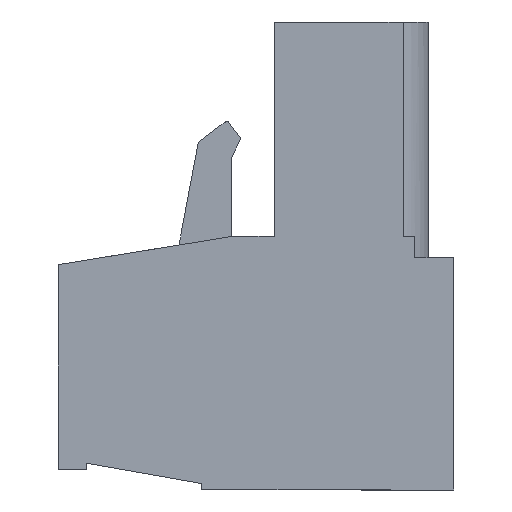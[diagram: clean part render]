
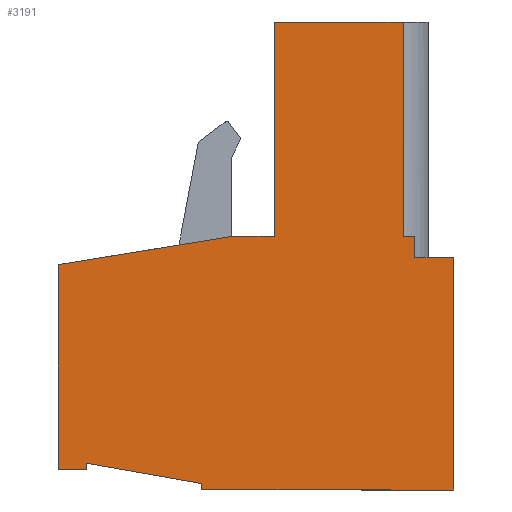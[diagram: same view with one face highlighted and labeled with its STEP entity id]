
A CAD part, left-side view. The second image highlights one B-rep face of the part: STEP entity #3191.
In plain terms, the highlighted planar face has unit normal (-1, 0, 0).
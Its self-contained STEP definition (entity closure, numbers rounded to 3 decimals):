
#3 = LINE ( 'NONE', #6174, #6776 ) ;
#49 = LINE ( 'NONE', #1077, #6627 ) ;
#143 = VECTOR ( 'NONE', #5564, 1000. ) ;
#156 = LINE ( 'NONE', #7294, #5283 ) ;
#253 = CARTESIAN_POINT ( 'NONE',  ( 0., 6.96, 0.85 ) ) ;
#291 = VERTEX_POINT ( 'NONE', #4742 ) ;
#299 = EDGE_CURVE ( 'NONE', #6456, #4200, #6924, .T. ) ;
#333 = ORIENTED_EDGE ( 'NONE', *, *, #3039, .F. ) ;
#377 = LINE ( 'NONE', #7584, #4037 ) ;
#411 = CARTESIAN_POINT ( 'NONE',  ( 0., 6.96, 9.15 ) ) ;
#495 = EDGE_CURVE ( 'NONE', #291, #3480, #6761, .T. ) ;
#513 = CARTESIAN_POINT ( 'NONE',  ( 0., 8.49, 0.85 ) ) ;
#808 = LINE ( 'NONE', #6733, #4045 ) ;
#843 = EDGE_CURVE ( 'NONE', #3669, #868, #808, .T. ) ;
#868 = VERTEX_POINT ( 'NONE', #5491 ) ;
#881 = ORIENTED_EDGE ( 'NONE', *, *, #1360, .F. ) ;
#901 = VECTOR ( 'NONE', #7889, 1000. ) ;
#972 = VERTEX_POINT ( 'NONE', #1812 ) ;
#985 = DIRECTION ( 'NONE',  ( 0., -1., 0. ) ) ;
#1077 = CARTESIAN_POINT ( 'NONE',  ( 0., 0., 0. ) ) ;
#1222 = DIRECTION ( 'NONE',  ( 0., -0.987, 0.16 ) ) ;
#1331 = CARTESIAN_POINT ( 'NONE',  ( 0., 0., -9. ) ) ;
#1360 = EDGE_CURVE ( 'NONE', #868, #5990, #377, .T. ) ;
#1389 = CARTESIAN_POINT ( 'NONE',  ( 0., 0., 0. ) ) ;
#1450 = ORIENTED_EDGE ( 'NONE', *, *, #7452, .F. ) ;
#1501 = ORIENTED_EDGE ( 'NONE', *, *, #1516, .F. ) ;
#1516 = EDGE_CURVE ( 'NONE', #1957, #6407, #4142, .T. ) ;
#1605 = CARTESIAN_POINT ( 'NONE',  ( 0., 1.96, 0.85 ) ) ;
#1722 = ORIENTED_EDGE ( 'NONE', *, *, #7715, .F. ) ;
#1772 = DIRECTION ( 'NONE',  ( 0., 0., -1. ) ) ;
#1812 = CARTESIAN_POINT ( 'NONE',  ( 0., 9.77, -9. ) ) ;
#1895 = LINE ( 'NONE', #411, #143 ) ;
#1900 = LINE ( 'NONE', #1331, #5074 ) ;
#1924 = CARTESIAN_POINT ( 'NONE',  ( 0., 9.77, -8.75 ) ) ;
#1935 = ORIENTED_EDGE ( 'NONE', *, *, #495, .F. ) ;
#1957 = VERTEX_POINT ( 'NONE', #6590 ) ;
#1964 = VERTEX_POINT ( 'NONE', #2514 ) ;
#1985 = DIRECTION ( 'NONE',  ( 0., 1., 0. ) ) ;
#2505 = LINE ( 'NONE', #6295, #7288 ) ;
#2514 = CARTESIAN_POINT ( 'NONE',  ( 0., 1.51, 0.85 ) ) ;
#2893 = CARTESIAN_POINT ( 'NONE',  ( 0., 0., -9. ) ) ;
#2945 = CARTESIAN_POINT ( 'NONE',  ( 0., 1.51, 0. ) ) ;
#3036 = ORIENTED_EDGE ( 'NONE', *, *, #3330, .F. ) ;
#3039 = EDGE_CURVE ( 'NONE', #6392, #972, #1900, .T. ) ;
#3163 = VECTOR ( 'NONE', #4630, 1000. ) ;
#3191 = ADVANCED_FACE ( 'NONE', ( #7575 ), #7048, .F. ) ;
#3218 = VECTOR ( 'NONE', #985, 1000. ) ;
#3329 = DIRECTION ( 'NONE',  ( 1., 0., 0. ) ) ;
#3330 = EDGE_CURVE ( 'NONE', #6452, #3566, #4580, .T. ) ;
#3480 = VERTEX_POINT ( 'NONE', #4295 ) ;
#3498 = EDGE_CURVE ( 'NONE', #3566, #1957, #1895, .T. ) ;
#3566 = VERTEX_POINT ( 'NONE', #3762 ) ;
#3669 = VERTEX_POINT ( 'NONE', #1924 ) ;
#3675 = ORIENTED_EDGE ( 'NONE', *, *, #6075, .F. ) ;
#3762 = CARTESIAN_POINT ( 'NONE',  ( 0., 6.96, 9.15 ) ) ;
#4012 = CARTESIAN_POINT ( 'NONE',  ( 0., 1.96, 0.85 ) ) ;
#4037 = VECTOR ( 'NONE', #4467, 1000. ) ;
#4045 = VECTOR ( 'NONE', #5788, 1000. ) ;
#4142 = LINE ( 'NONE', #7905, #901 ) ;
#4200 = VERTEX_POINT ( 'NONE', #5064 ) ;
#4295 = CARTESIAN_POINT ( 'NONE',  ( 0., 15.33, -0.26 ) ) ;
#4382 = VECTOR ( 'NONE', #5606, 1000. ) ;
#4467 = DIRECTION ( 'NONE',  ( 0., 0., -1. ) ) ;
#4580 = LINE ( 'NONE', #253, #4778 ) ;
#4630 = DIRECTION ( 'NONE',  ( 0., -1., 0. ) ) ;
#4659 = ORIENTED_EDGE ( 'NONE', *, *, #7073, .F. ) ;
#4742 = CARTESIAN_POINT ( 'NONE',  ( 0., 15.33, -8.2 ) ) ;
#4753 = DIRECTION ( 'NONE',  ( 0., 0., 1. ) ) ;
#4778 = VECTOR ( 'NONE', #4753, 1000. ) ;
#4954 = CARTESIAN_POINT ( 'NONE',  ( 0., 1.51, 0.85 ) ) ;
#5064 = CARTESIAN_POINT ( 'NONE',  ( 0., 0., 0. ) ) ;
#5074 = VECTOR ( 'NONE', #1985, 1000. ) ;
#5077 = EDGE_LOOP ( 'NONE', ( #7659, #7676, #5281, #1501, #5674, #3036, #1722, #1450, #1935, #4659, #881, #5210, #3675, #333, #7772 ) ) ;
#5210 = ORIENTED_EDGE ( 'NONE', *, *, #843, .F. ) ;
#5218 = VERTEX_POINT ( 'NONE', #513 ) ;
#5281 = ORIENTED_EDGE ( 'NONE', *, *, #5427, .F. ) ;
#5283 = VECTOR ( 'NONE', #5462, 1000. ) ;
#5377 = VECTOR ( 'NONE', #7897, 1000. ) ;
#5427 = EDGE_CURVE ( 'NONE', #6407, #1964, #8135, .T. ) ;
#5443 = CARTESIAN_POINT ( 'NONE',  ( 0., 8.49, 0.85 ) ) ;
#5462 = DIRECTION ( 'NONE',  ( 0., 1., 0. ) ) ;
#5491 = CARTESIAN_POINT ( 'NONE',  ( 0., 14.24, -7.96 ) ) ;
#5564 = DIRECTION ( 'NONE',  ( 0., -1., 0. ) ) ;
#5606 = DIRECTION ( 'NONE',  ( 0., 0., -1. ) ) ;
#5674 = ORIENTED_EDGE ( 'NONE', *, *, #3498, .F. ) ;
#5788 = DIRECTION ( 'NONE',  ( 0., 0.985, 0.174 ) ) ;
#5990 = VERTEX_POINT ( 'NONE', #6695 ) ;
#6075 = EDGE_CURVE ( 'NONE', #972, #3669, #3, .T. ) ;
#6174 = CARTESIAN_POINT ( 'NONE',  ( 0., 9.77, -9. ) ) ;
#6295 = CARTESIAN_POINT ( 'NONE',  ( 0., 15.33, -0.26 ) ) ;
#6392 = VERTEX_POINT ( 'NONE', #2893 ) ;
#6407 = VERTEX_POINT ( 'NONE', #1605 ) ;
#6452 = VERTEX_POINT ( 'NONE', #7924 ) ;
#6456 = VERTEX_POINT ( 'NONE', #2945 ) ;
#6590 = CARTESIAN_POINT ( 'NONE',  ( 0., 1.96, 9.15 ) ) ;
#6627 = VECTOR ( 'NONE', #1772, 1000. ) ;
#6695 = CARTESIAN_POINT ( 'NONE',  ( 0., 14.24, -8.2 ) ) ;
#6733 = CARTESIAN_POINT ( 'NONE',  ( 0., 9.77, -8.75 ) ) ;
#6761 = LINE ( 'NONE', #7150, #8216 ) ;
#6776 = VECTOR ( 'NONE', #7355, 1000. ) ;
#6924 = LINE ( 'NONE', #7919, #3218 ) ;
#6986 = AXIS2_PLACEMENT_3D ( 'NONE', #1389, #3329, #7662 ) ;
#6989 = LINE ( 'NONE', #5443, #5377 ) ;
#7048 = PLANE ( 'NONE',  #6986 ) ;
#7073 = EDGE_CURVE ( 'NONE', #5990, #291, #156, .T. ) ;
#7127 = DIRECTION ( 'NONE',  ( 0., 0., 1. ) ) ;
#7150 = CARTESIAN_POINT ( 'NONE',  ( 0., 15.33, -8.2 ) ) ;
#7288 = VECTOR ( 'NONE', #1222, 1000. ) ;
#7294 = CARTESIAN_POINT ( 'NONE',  ( 0., 14.24, -8.2 ) ) ;
#7310 = EDGE_CURVE ( 'NONE', #4200, #6392, #49, .T. ) ;
#7355 = DIRECTION ( 'NONE',  ( 0., 0., 1. ) ) ;
#7452 = EDGE_CURVE ( 'NONE', #3480, #5218, #2505, .T. ) ;
#7575 = FACE_OUTER_BOUND ( 'NONE', #5077, .T. ) ;
#7584 = CARTESIAN_POINT ( 'NONE',  ( 0., 14.24, -7.96 ) ) ;
#7659 = ORIENTED_EDGE ( 'NONE', *, *, #299, .F. ) ;
#7661 = LINE ( 'NONE', #4954, #4382 ) ;
#7662 = DIRECTION ( 'NONE',  ( 0., 0., -1. ) ) ;
#7676 = ORIENTED_EDGE ( 'NONE', *, *, #7828, .F. ) ;
#7715 = EDGE_CURVE ( 'NONE', #5218, #6452, #6989, .T. ) ;
#7772 = ORIENTED_EDGE ( 'NONE', *, *, #7310, .F. ) ;
#7828 = EDGE_CURVE ( 'NONE', #1964, #6456, #7661, .T. ) ;
#7889 = DIRECTION ( 'NONE',  ( 0., 0., -1. ) ) ;
#7897 = DIRECTION ( 'NONE',  ( 0., -1., 0. ) ) ;
#7905 = CARTESIAN_POINT ( 'NONE',  ( 0., 1.96, 9.15 ) ) ;
#7919 = CARTESIAN_POINT ( 'NONE',  ( 0., 1.51, 0. ) ) ;
#7924 = CARTESIAN_POINT ( 'NONE',  ( 0., 6.96, 0.85 ) ) ;
#8135 = LINE ( 'NONE', #4012, #3163 ) ;
#8216 = VECTOR ( 'NONE', #7127, 1000. ) ;
